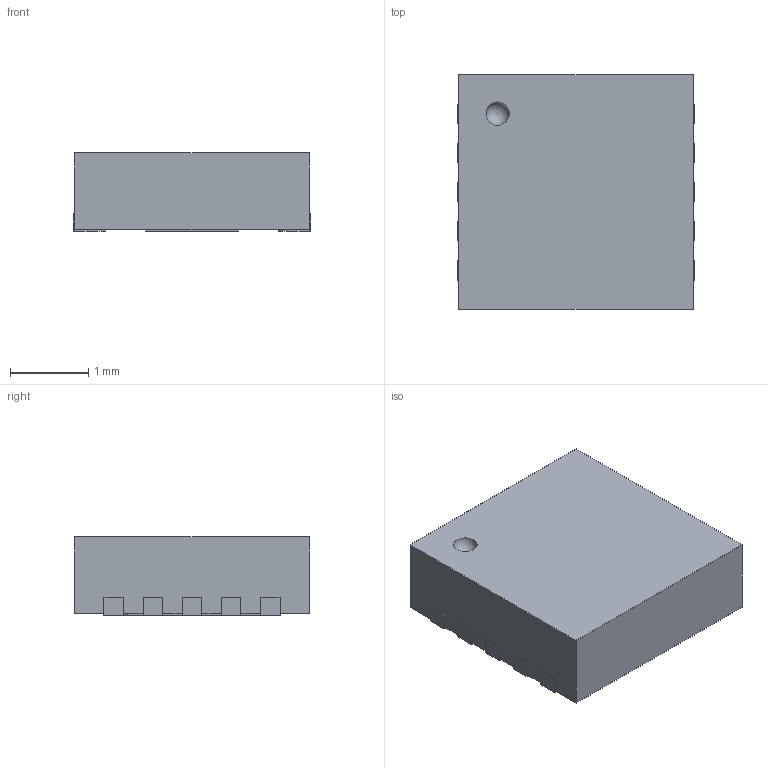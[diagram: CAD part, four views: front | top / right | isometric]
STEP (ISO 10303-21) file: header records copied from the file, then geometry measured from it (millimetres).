
FILE_DESCRIPTION(('FreeCAD Model'),'2;1');
FILE_NAME('Converter_DCDC_ROHM_BD8314NUV_SMD.step', '2018-09-16T00:19:01',('Author'),(''), 'Open CASCADE STEP processor 7.3','FreeCAD','Unknown');
FILE_SCHEMA(('AUTOMOTIVE_DESIGN { 1 0 10303 214 1 1 1 1 }'));
Length unit declared in the file: millimetre
Products named in the file (1): Fusion
Bounding box: 3.02 x 3 x 1 mm (x, y, z)
Volume: 8.9 mm3; surface area: 30.3 mm2
Topology: 1 solids, 1 shells, 73 faces, 210 edges, 140 vertices
Faces by surface type: plane 62, cylinder 10, sphere 1
Entity records: 5522 total; most frequent: CARTESIAN_POINT 1011, DIRECTION 677, LINE 474, VECTOR 474, ORIENTED_EDGE 418, PCURVE 418, DEFINITIONAL_REPRESENTATION 418, EDGE_CURVE 209
